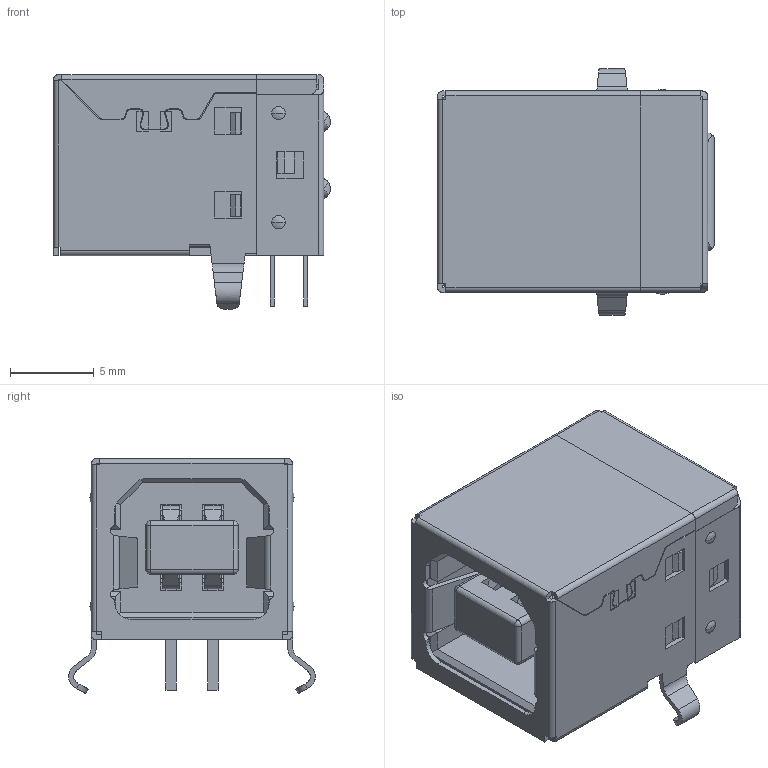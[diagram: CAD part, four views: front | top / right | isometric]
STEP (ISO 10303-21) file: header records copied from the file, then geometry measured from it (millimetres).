
FILE_DESCRIPTION (( 'STEP AP203' ), '1' );
FILE_NAME ('54-00018_revA.STEP', '2016-06-17T23:25:21', ( 'Tensility' ), ( '' ), 'SwSTEP 2.0', 'SolidWorks 2015', '' );
FILE_SCHEMA (( 'CONFIG_CONTROL_DESIGN' ));
Length unit declared in the file: millimetre
Products named in the file (8): 54-00018 pin 3; 54-00018 pin 2; 54-00018 pin 4; 54-00018 pin 1; 54-00018 shell; 54-00018_revA; 54-00018 insulator; 54-00018 end plate
Assembly tree (7 placements, depth 2):
  54-00018_revA
    54-00018 insulator
    54-00018 end plate
    54-00018 pin 3
    54-00018 pin 2
    54-00018 pin 4
    54-00018 pin 1
    54-00018 shell
Bounding box: 16.5 x 14.7 x 14 mm (x, y, z)
Volume: 1235.7 mm3; surface area: 3477.9 mm2
Topology: 7 solids, 7 shells, 832 faces, 2372 edges, 1560 vertices
Faces by surface type: plane 607, cylinder 201, sphere 20, torus 4
Entity records: 27816 total; most frequent: CARTESIAN_POINT 5183, ORIENTED_EDGE 4736, DIRECTION 4306, EDGE_CURVE 2368, VECTOR 1908, LINE 1908, VERTEX_POINT 1560, AXIS2_PLACEMENT_3D 1199
